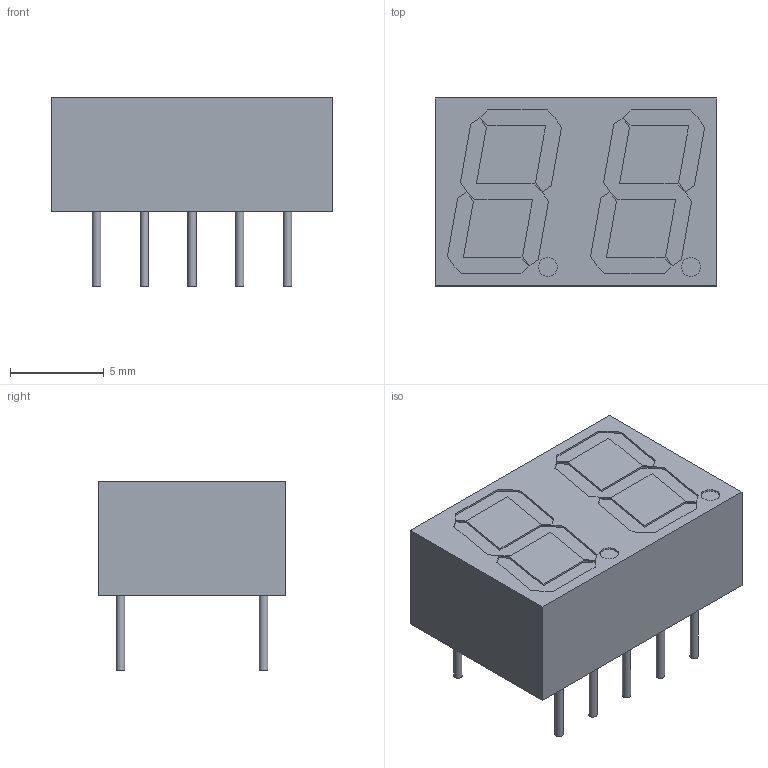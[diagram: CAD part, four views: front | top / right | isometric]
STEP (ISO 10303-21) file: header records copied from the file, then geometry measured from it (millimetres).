
FILE_DESCRIPTION(/* description */ (''),/* implementation_level */ '2;1');
FILE_NAME(/* name */ '2281AS.step',/* time_stamp */ '2024-09-04T21:31:50+02:00',/* author */ (''),/* organization */ (''),/* preprocessor_version */ 'ST-DEVELOPER v20',/* originating_system */ 'Autodesk Translation Framework v13.14.0.145',/* authorisation */ '');
FILE_SCHEMA (('AUTOMOTIVE_DESIGN { 1 0 10303 214 3 1 1 }'));
Length unit declared in the file: millimetre
Products named in the file (1): 2281AS
Bounding box: 15 x 10 x 10.1 mm (x, y, z)
Volume: 917 mm3; surface area: 676.5 mm2
Topology: 11 solids, 11 shells, 118 faces, 252 edges, 152 vertices
Faces by surface type: plane 106, cylinder 12
Full cylindrical faces by diameter (mm): 0.45 x10, 1 x2
Entity records: 3178 total; most frequent: CARTESIAN_POINT 523, DIRECTION 514, ORIENTED_EDGE 504, EDGE_CURVE 252, LINE 228, VECTOR 228, VERTEX_POINT 152, AXIS2_PLACEMENT_3D 143
